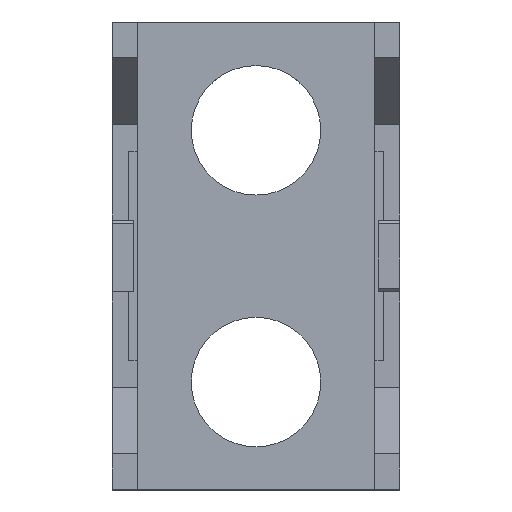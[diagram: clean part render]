
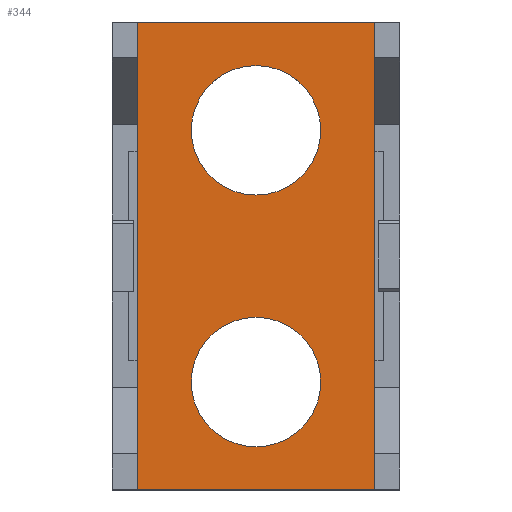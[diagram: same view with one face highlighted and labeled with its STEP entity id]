
A CAD part, top view. The second image highlights one B-rep face of the part: STEP entity #344.
In plain terms, the highlighted planar face has unit normal (0, 0, 1).
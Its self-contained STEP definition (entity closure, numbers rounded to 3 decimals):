
#2 = CIRCLE ( 'NONE', #565, 18. ) ;
#55 = VECTOR ( 'NONE', #1019, 1000. ) ;
#75 = VERTEX_POINT ( 'NONE', #623 ) ;
#83 = EDGE_CURVE ( 'NONE', #1104, #130, #2, .T. ) ;
#107 = CARTESIAN_POINT ( 'NONE',  ( 0., -35., 2. ) ) ;
#108 = EDGE_CURVE ( 'NONE', #318, #301, #881, .T. ) ;
#116 = DIRECTION ( 'NONE',  ( 1., 0., 0. ) ) ;
#130 = VERTEX_POINT ( 'NONE', #284 ) ;
#133 = EDGE_CURVE ( 'NONE', #75, #883, #733, .T. ) ;
#148 = DIRECTION ( 'NONE',  ( -1., 0., 0. ) ) ;
#169 = CARTESIAN_POINT ( 'NONE',  ( 18., -35., 2. ) ) ;
#176 = ORIENTED_EDGE ( 'NONE', *, *, #261, .F. ) ;
#197 = CIRCLE ( 'NONE', #1273, 18. ) ;
#200 = ORIENTED_EDGE ( 'NONE', *, *, #577, .F. ) ;
#242 = AXIS2_PLACEMENT_3D ( 'NONE', #107, #675, #116 ) ;
#261 = EDGE_CURVE ( 'NONE', #804, #665, #1298, .T. ) ;
#284 = CARTESIAN_POINT ( 'NONE',  ( -18., 35., 2. ) ) ;
#295 = ORIENTED_EDGE ( 'NONE', *, *, #837, .F. ) ;
#301 = VERTEX_POINT ( 'NONE', #683 ) ;
#318 = VERTEX_POINT ( 'NONE', #364 ) ;
#320 = ORIENTED_EDGE ( 'NONE', *, *, #83, .F. ) ;
#322 = DIRECTION ( 'NONE',  ( 0., 0., 1. ) ) ;
#333 = ORIENTED_EDGE ( 'NONE', *, *, #108, .T. ) ;
#344 = ADVANCED_FACE ( 'NONE', ( #1147, #1389, #598 ), #1366, .F. ) ;
#361 = DIRECTION ( 'NONE',  ( 0., 0., 1. ) ) ;
#364 = CARTESIAN_POINT ( 'NONE',  ( -33., -65., 2. ) ) ;
#385 = DIRECTION ( 'NONE',  ( 0., 0., -1. ) ) ;
#450 = VECTOR ( 'NONE', #1286, 1000. ) ;
#504 = VECTOR ( 'NONE', #509, 1000. ) ;
#509 = DIRECTION ( 'NONE',  ( -1., 0., 0. ) ) ;
#523 = EDGE_CURVE ( 'NONE', #318, #883, #578, .T. ) ;
#565 = AXIS2_PLACEMENT_3D ( 'NONE', #851, #322, #1435 ) ;
#577 = EDGE_CURVE ( 'NONE', #665, #804, #197, .T. ) ;
#578 = LINE ( 'NONE', #1332, #55 ) ;
#584 = AXIS2_PLACEMENT_3D ( 'NONE', #707, #361, #148 ) ;
#598 = FACE_OUTER_BOUND ( 'NONE', #1287, .T. ) ;
#618 = CARTESIAN_POINT ( 'NONE',  ( -33., 65., 2. ) ) ;
#623 = CARTESIAN_POINT ( 'NONE',  ( 33., 65., 2. ) ) ;
#665 = VERTEX_POINT ( 'NONE', #721 ) ;
#675 = DIRECTION ( 'NONE',  ( 0., 0., 1. ) ) ;
#683 = CARTESIAN_POINT ( 'NONE',  ( 33., -65., 2. ) ) ;
#703 = CIRCLE ( 'NONE', #584, 18. ) ;
#707 = CARTESIAN_POINT ( 'NONE',  ( 0., 35., 2. ) ) ;
#712 = ORIENTED_EDGE ( 'NONE', *, *, #523, .F. ) ;
#721 = CARTESIAN_POINT ( 'NONE',  ( -18., -35., 2. ) ) ;
#733 = LINE ( 'NONE', #1289, #504 ) ;
#804 = VERTEX_POINT ( 'NONE', #169 ) ;
#837 = EDGE_CURVE ( 'NONE', #75, #301, #1204, .T. ) ;
#838 = CARTESIAN_POINT ( 'NONE',  ( 40., -65., 2. ) ) ;
#851 = CARTESIAN_POINT ( 'NONE',  ( 0., 35., 2. ) ) ;
#879 = CARTESIAN_POINT ( 'NONE',  ( 0., -35., 2. ) ) ;
#881 = LINE ( 'NONE', #838, #1181 ) ;
#883 = VERTEX_POINT ( 'NONE', #618 ) ;
#940 = CARTESIAN_POINT ( 'NONE',  ( 0., 0., 2. ) ) ;
#959 = ORIENTED_EDGE ( 'NONE', *, *, #1197, .F. ) ;
#1019 = DIRECTION ( 'NONE',  ( 0., 1., 0. ) ) ;
#1040 = AXIS2_PLACEMENT_3D ( 'NONE', #940, #385, #1154 ) ;
#1087 = CARTESIAN_POINT ( 'NONE',  ( 33., -65., 2. ) ) ;
#1104 = VERTEX_POINT ( 'NONE', #1245 ) ;
#1108 = DIRECTION ( 'NONE',  ( 1., 0., 0. ) ) ;
#1142 = ORIENTED_EDGE ( 'NONE', *, *, #133, .T. ) ;
#1147 = FACE_BOUND ( 'NONE', #1396, .T. ) ;
#1154 = DIRECTION ( 'NONE',  ( -1., 0., 0. ) ) ;
#1181 = VECTOR ( 'NONE', #1282, 1000. ) ;
#1197 = EDGE_CURVE ( 'NONE', #130, #1104, #703, .T. ) ;
#1204 = LINE ( 'NONE', #1087, #450 ) ;
#1239 = DIRECTION ( 'NONE',  ( 0., 0., 1. ) ) ;
#1245 = CARTESIAN_POINT ( 'NONE',  ( 18., 35., 2. ) ) ;
#1273 = AXIS2_PLACEMENT_3D ( 'NONE', #879, #1239, #1108 ) ;
#1282 = DIRECTION ( 'NONE',  ( 1., 0., 0. ) ) ;
#1286 = DIRECTION ( 'NONE',  ( 0., -1., 0. ) ) ;
#1287 = EDGE_LOOP ( 'NONE', ( #712, #333, #295, #1142 ) ) ;
#1289 = CARTESIAN_POINT ( 'NONE',  ( 40., 65., 2. ) ) ;
#1298 = CIRCLE ( 'NONE', #242, 18. ) ;
#1332 = CARTESIAN_POINT ( 'NONE',  ( -33., -65., 2. ) ) ;
#1366 = PLANE ( 'NONE',  #1040 ) ;
#1389 = FACE_BOUND ( 'NONE', #1432, .T. ) ;
#1396 = EDGE_LOOP ( 'NONE', ( #200, #176 ) ) ;
#1432 = EDGE_LOOP ( 'NONE', ( #959, #320 ) ) ;
#1435 = DIRECTION ( 'NONE',  ( -1., 0., 0. ) ) ;
